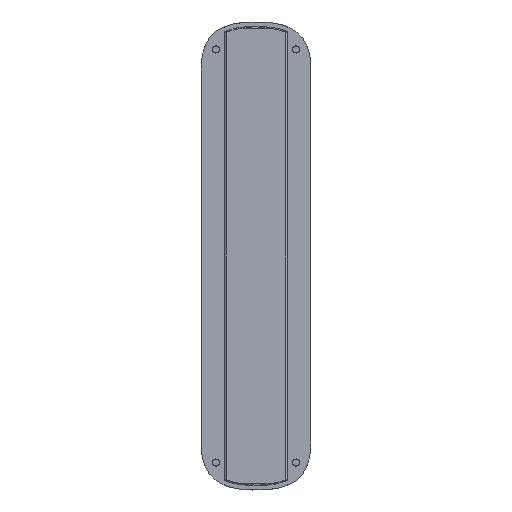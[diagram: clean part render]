
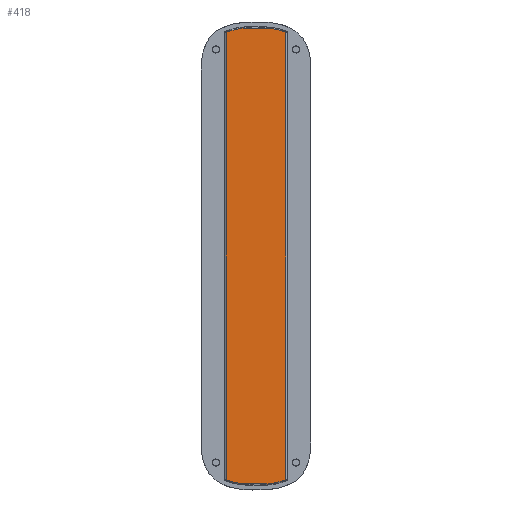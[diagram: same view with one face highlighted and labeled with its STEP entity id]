
A CAD part, front view. The second image highlights one B-rep face of the part: STEP entity #418.
In plain terms, the highlighted planar face has unit normal (0, -1, 0).
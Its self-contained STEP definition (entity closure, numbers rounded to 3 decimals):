
#165=PLANE('',#1429);
#215=LINE('',#2606,#275);
#216=LINE('',#2657,#276);
#275=VECTOR('',#1558,1.);
#276=VECTOR('',#1559,1.);
#418=ADVANCED_FACE('',(#511),#165,.F.);
#511=FACE_OUTER_BOUND('',#581,.T.);
#581=EDGE_LOOP('',(#726,#727,#728,#729,#730,#731,#732,#733));
#726=ORIENTED_EDGE('',*,*,#1212,.T.);
#727=ORIENTED_EDGE('',*,*,#1213,.T.);
#728=ORIENTED_EDGE('',*,*,#1214,.T.);
#729=ORIENTED_EDGE('',*,*,#1215,.T.);
#730=ORIENTED_EDGE('',*,*,#1216,.T.);
#731=ORIENTED_EDGE('',*,*,#1217,.T.);
#732=ORIENTED_EDGE('',*,*,#1218,.T.);
#733=ORIENTED_EDGE('',*,*,#1219,.T.);
#1071=VERTEX_POINT('',#2593);
#1072=VERTEX_POINT('',#2594);
#1073=VERTEX_POINT('',#2605);
#1074=VERTEX_POINT('',#2607);
#1075=VERTEX_POINT('',#2618);
#1076=VERTEX_POINT('',#2645);
#1077=VERTEX_POINT('',#2656);
#1078=VERTEX_POINT('',#2658);
#1212=EDGE_CURVE('',#1071,#1072,#1387,.T.);
#1213=EDGE_CURVE('',#1072,#1073,#1388,.T.);
#1214=EDGE_CURVE('',#1073,#1074,#215,.T.);
#1215=EDGE_CURVE('',#1074,#1075,#1389,.T.);
#1216=EDGE_CURVE('',#1075,#1076,#1390,.T.);
#1217=EDGE_CURVE('',#1076,#1077,#1391,.T.);
#1218=EDGE_CURVE('',#1077,#1078,#216,.T.);
#1219=EDGE_CURVE('',#1078,#1071,#1392,.T.);
#1387=B_SPLINE_CURVE_WITH_KNOTS('',3,(#2567,#2568,#2569,#2570,#2571,#2572,
#2573,#2574,#2575,#2576,#2577,#2578,#2579,#2580,#2581,#2582,#2583,#2584,
#2585,#2586,#2587,#2588,#2589,#2590,#2591,#2592),.UNSPECIFIED.,.F.,.F.,
(4,1,1,2,2,1,2,2,2,1,2,2,2,2,4),(0.,0.125,0.187,
0.219,0.25,0.312,0.344,
0.375,0.5,0.562,0.594,
0.625,0.687,0.75,1.),.UNSPECIFIED.);
#1388=B_SPLINE_CURVE_WITH_KNOTS('',3,(#2595,#2596,#2597,#2598,#2599,#2600,
#2601,#2602,#2603,#2604),.UNSPECIFIED.,.F.,.F.,(4,2,2,2,4),(0.,0.29,
0.581,0.871,1.),.UNSPECIFIED.);
#1389=B_SPLINE_CURVE_WITH_KNOTS('',3,(#2608,#2609,#2610,#2611,#2612,#2613,
#2614,#2615,#2616,#2617),.UNSPECIFIED.,.F.,.F.,(4,2,2,2,4),(0.,0.29,
0.581,0.871,1.),.UNSPECIFIED.);
#1390=B_SPLINE_CURVE_WITH_KNOTS('',3,(#2619,#2620,#2621,#2622,#2623,#2624,
#2625,#2626,#2627,#2628,#2629,#2630,#2631,#2632,#2633,#2634,#2635,#2636,
#2637,#2638,#2639,#2640,#2641,#2642,#2643,#2644),.UNSPECIFIED.,.F.,.F.,
(4,1,1,2,2,1,2,2,2,1,2,2,2,2,4),(0.,0.125,0.188,
0.219,0.25,0.313,0.344,
0.375,0.5,0.563,0.594,
0.625,0.688,0.75,1.),.UNSPECIFIED.);
#1391=B_SPLINE_CURVE_WITH_KNOTS('',3,(#2646,#2647,#2648,#2649,#2650,#2651,
#2652,#2653,#2654,#2655),.UNSPECIFIED.,.F.,.F.,(4,2,2,2,4),(0.,0.29,
0.581,0.871,1.),.UNSPECIFIED.);
#1392=B_SPLINE_CURVE_WITH_KNOTS('',3,(#2659,#2660,#2661,#2662,#2663,#2664,
#2665,#2666,#2667,#2668),.UNSPECIFIED.,.F.,.F.,(4,2,2,2,4),(0.,0.29,
0.581,0.871,1.),.UNSPECIFIED.);
#1429=AXIS2_PLACEMENT_3D('',#2669,#1560,#1561);
#1558=DIRECTION('',(0.,0.,1.));
#1559=DIRECTION('',(0.,0.,-1.));
#1560=DIRECTION('',(0.,1.,0.));
#1561=DIRECTION('',(0.,0.,-1.));
#2567=CARTESIAN_POINT('',(23.424,28.659,-131.985));
#2568=CARTESIAN_POINT('',(23.965,28.659,-132.218));
#2569=CARTESIAN_POINT('',(24.835,28.659,-132.513));
#2570=CARTESIAN_POINT('',(25.955,28.659,-132.762));
#2571=CARTESIAN_POINT('',(26.457,28.659,-132.848));
#2572=CARTESIAN_POINT('',(26.797,28.659,-132.901));
#2573=CARTESIAN_POINT('',(26.997,28.659,-132.928));
#2574=CARTESIAN_POINT('',(27.437,28.659,-132.983));
#2575=CARTESIAN_POINT('',(27.897,28.659,-133.03));
#2576=CARTESIAN_POINT('',(28.388,28.659,-133.065));
#2577=CARTESIAN_POINT('',(28.722,28.659,-133.085));
#2578=CARTESIAN_POINT('',(28.93,28.659,-133.096));
#2579=CARTESIAN_POINT('',(29.614,28.659,-133.125));
#2580=CARTESIAN_POINT('',(30.258,28.659,-133.137));
#2581=CARTESIAN_POINT('',(31.364,28.659,-133.137));
#2582=CARTESIAN_POINT('',(31.881,28.659,-133.132));
#2583=CARTESIAN_POINT('',(32.346,28.659,-133.121));
#2584=CARTESIAN_POINT('',(32.644,28.659,-133.112));
#2585=CARTESIAN_POINT('',(32.751,28.659,-133.109));
#2586=CARTESIAN_POINT('',(33.273,28.659,-133.086));
#2587=CARTESIAN_POINT('',(33.608,28.659,-133.066));
#2588=CARTESIAN_POINT('',(34.25,28.659,-133.014));
#2589=CARTESIAN_POINT('',(34.501,28.659,-132.99));
#2590=CARTESIAN_POINT('',(36.253,28.659,-132.772));
#2591=CARTESIAN_POINT('',(37.495,28.659,-132.451));
#2592=CARTESIAN_POINT('',(38.576,28.659,-131.985));
#2593=CARTESIAN_POINT('',(23.424,28.659,-131.985));
#2594=CARTESIAN_POINT('',(38.576,28.659,-131.985));
#2595=CARTESIAN_POINT('',(38.576,28.659,-131.985));
#2596=CARTESIAN_POINT('',(38.586,28.659,-131.98));
#2597=CARTESIAN_POINT('',(38.596,28.659,-131.974));
#2598=CARTESIAN_POINT('',(38.612,28.659,-131.959));
#2599=CARTESIAN_POINT('',(38.62,28.659,-131.95));
#2600=CARTESIAN_POINT('',(38.63,28.659,-131.93));
#2601=CARTESIAN_POINT('',(38.634,28.659,-131.919));
#2602=CARTESIAN_POINT('',(38.636,28.659,-131.903));
#2603=CARTESIAN_POINT('',(38.636,28.659,-131.898));
#2604=CARTESIAN_POINT('',(38.636,28.659,-131.893));
#2605=CARTESIAN_POINT('',(38.636,28.659,-131.893));
#2606=CARTESIAN_POINT('',(38.636,28.659,-16.55));
#2607=CARTESIAN_POINT('',(38.636,28.659,-18.107));
#2608=CARTESIAN_POINT('',(38.636,28.659,-18.107));
#2609=CARTESIAN_POINT('',(38.636,28.659,-18.096));
#2610=CARTESIAN_POINT('',(38.635,28.659,-18.085));
#2611=CARTESIAN_POINT('',(38.627,28.659,-18.063));
#2612=CARTESIAN_POINT('',(38.622,28.659,-18.053));
#2613=CARTESIAN_POINT('',(38.608,28.659,-18.036));
#2614=CARTESIAN_POINT('',(38.599,28.659,-18.028));
#2615=CARTESIAN_POINT('',(38.585,28.659,-18.02));
#2616=CARTESIAN_POINT('',(38.581,28.659,-18.017));
#2617=CARTESIAN_POINT('',(38.576,28.659,-18.015));
#2618=CARTESIAN_POINT('',(38.576,28.659,-18.015));
#2619=CARTESIAN_POINT('',(38.576,28.659,-18.015));
#2620=CARTESIAN_POINT('',(38.036,28.659,-17.782));
#2621=CARTESIAN_POINT('',(37.165,28.659,-17.487));
#2622=CARTESIAN_POINT('',(36.043,28.659,-17.238));
#2623=CARTESIAN_POINT('',(35.54,28.659,-17.152));
#2624=CARTESIAN_POINT('',(35.2,28.659,-17.099));
#2625=CARTESIAN_POINT('',(34.999,28.659,-17.071));
#2626=CARTESIAN_POINT('',(34.558,28.659,-17.016));
#2627=CARTESIAN_POINT('',(34.097,28.659,-16.97));
#2628=CARTESIAN_POINT('',(33.605,28.659,-16.935));
#2629=CARTESIAN_POINT('',(33.27,28.659,-16.915));
#2630=CARTESIAN_POINT('',(33.062,28.659,-16.904));
#2631=CARTESIAN_POINT('',(32.376,28.659,-16.875));
#2632=CARTESIAN_POINT('',(31.733,28.659,-16.863));
#2633=CARTESIAN_POINT('',(30.626,28.659,-16.864));
#2634=CARTESIAN_POINT('',(30.109,28.659,-16.868));
#2635=CARTESIAN_POINT('',(29.645,28.659,-16.879));
#2636=CARTESIAN_POINT('',(29.347,28.659,-16.888));
#2637=CARTESIAN_POINT('',(29.241,28.659,-16.892));
#2638=CARTESIAN_POINT('',(28.719,28.659,-16.914));
#2639=CARTESIAN_POINT('',(28.385,28.659,-16.934));
#2640=CARTESIAN_POINT('',(27.744,28.659,-16.986));
#2641=CARTESIAN_POINT('',(27.493,28.659,-17.01));
#2642=CARTESIAN_POINT('',(25.746,28.659,-17.228));
#2643=CARTESIAN_POINT('',(24.506,28.659,-17.549));
#2644=CARTESIAN_POINT('',(23.424,28.659,-18.015));
#2645=CARTESIAN_POINT('',(23.424,28.659,-18.015));
#2646=CARTESIAN_POINT('',(23.424,28.659,-18.015));
#2647=CARTESIAN_POINT('',(23.414,28.659,-18.02));
#2648=CARTESIAN_POINT('',(23.404,28.659,-18.026));
#2649=CARTESIAN_POINT('',(23.388,28.659,-18.041));
#2650=CARTESIAN_POINT('',(23.38,28.659,-18.05));
#2651=CARTESIAN_POINT('',(23.37,28.659,-18.07));
#2652=CARTESIAN_POINT('',(23.366,28.659,-18.081));
#2653=CARTESIAN_POINT('',(23.364,28.659,-18.097));
#2654=CARTESIAN_POINT('',(23.364,28.659,-18.102));
#2655=CARTESIAN_POINT('',(23.364,28.659,-18.107));
#2656=CARTESIAN_POINT('',(23.364,28.659,-18.107));
#2657=CARTESIAN_POINT('',(23.364,28.659,-16.55));
#2658=CARTESIAN_POINT('',(23.364,28.659,-131.893));
#2659=CARTESIAN_POINT('',(23.364,28.659,-131.893));
#2660=CARTESIAN_POINT('',(23.364,28.659,-131.904));
#2661=CARTESIAN_POINT('',(23.365,28.659,-131.915));
#2662=CARTESIAN_POINT('',(23.373,28.659,-131.937));
#2663=CARTESIAN_POINT('',(23.378,28.659,-131.947));
#2664=CARTESIAN_POINT('',(23.392,28.659,-131.964));
#2665=CARTESIAN_POINT('',(23.401,28.659,-131.972));
#2666=CARTESIAN_POINT('',(23.415,28.659,-131.98));
#2667=CARTESIAN_POINT('',(23.419,28.659,-131.983));
#2668=CARTESIAN_POINT('',(23.424,28.659,-131.985));
#2669=CARTESIAN_POINT('',(30.968,28.659,-16.55));
